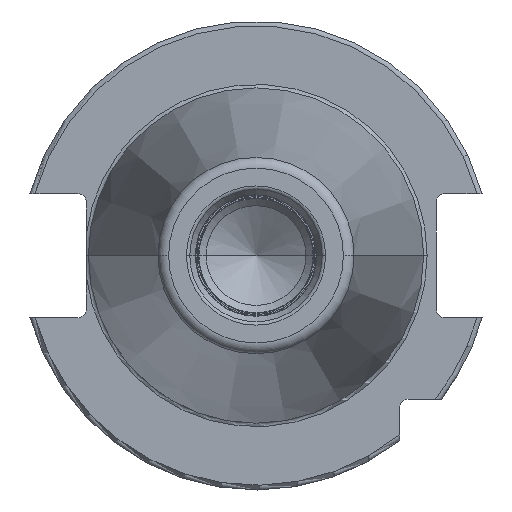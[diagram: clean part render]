
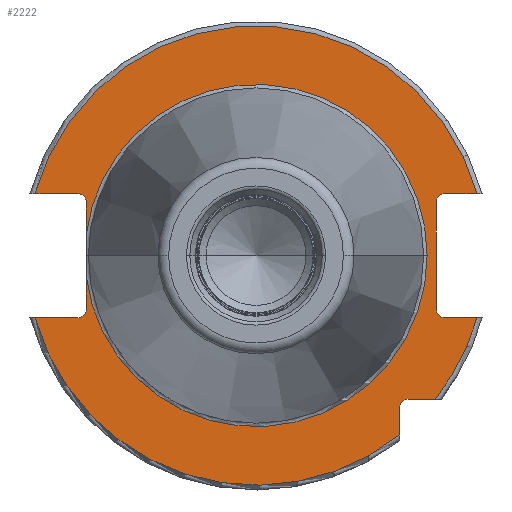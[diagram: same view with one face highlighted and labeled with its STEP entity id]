
A CAD part, left-side view. The second image highlights one B-rep face of the part: STEP entity #2222.
In plain terms, the highlighted planar face has unit normal (-1, 0, 0).
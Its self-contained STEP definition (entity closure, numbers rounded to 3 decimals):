
#105=CARTESIAN_POINT('',(3.2,35.3,-4.415));
#117=CARTESIAN_POINT('',(3.2,0.,0.));
#118=DIRECTION('',(-1.,0.,0.));
#119=DIRECTION('',(0.,0.992,-0.124));
#120=AXIS2_PLACEMENT_3D('',#117,#118,#119);
#375=CARTESIAN_POINT('',(3.2,37.05,-11.15));
#376=DIRECTION('',(1.,0.,0.));
#377=DIRECTION('',(0.,-1.,0.));
#378=AXIS2_PLACEMENT_3D('',#375,#376,#377);
#384=DIRECTION('',(0.,1.,0.));
#385=VECTOR('',#384,6.711);
#386=CARTESIAN_POINT('',(3.2,-45.961,12.9));
#387=LINE('',#386,#385);
#388=DIRECTION('',(0.,0.,1.));
#389=VECTOR('',#388,22.3);
#390=CARTESIAN_POINT('',(3.2,-37.5,-11.15));
#391=LINE('',#390,#389);
#392=DIRECTION('',(0.,1.,0.));
#393=VECTOR('',#392,6.711);
#394=CARTESIAN_POINT('',(3.2,-45.961,-12.9));
#395=LINE('',#394,#393);
#396=CARTESIAN_POINT('',(3.2,0.,0.));
#397=DIRECTION('',(-1.,0.,0.));
#398=DIRECTION('',(0.,-0.78,-0.625));
#399=AXIS2_PLACEMENT_3D('',#396,#397,#398);
#401=DIRECTION('',(0.,-1.,0.));
#402=VECTOR('',#401,5.654);
#403=CARTESIAN_POINT('',(3.2,-31.6,-29.85));
#404=LINE('',#403,#402);
#405=DIRECTION('',(0.,0.,1.));
#406=VECTOR('',#405,5.654);
#407=CARTESIAN_POINT('',(3.2,-29.85,-37.254));
#408=LINE('',#407,#406);
#409=CARTESIAN_POINT('',(3.2,0.,0.));
#410=DIRECTION('',(-1.,0.,0.));
#411=DIRECTION('',(0.,0.963,-0.27));
#412=AXIS2_PLACEMENT_3D('',#409,#410,#411);
#414=DIRECTION('',(0.,-1.,0.));
#415=VECTOR('',#414,8.911);
#416=CARTESIAN_POINT('',(3.2,45.961,-12.9));
#417=LINE('',#416,#415);
#418=DIRECTION('',(0.,0.,-1.));
#419=VECTOR('',#418,6.735);
#420=CARTESIAN_POINT('',(3.2,35.3,-4.415));
#421=LINE('',#420,#419);
#422=DIRECTION('',(0.,0.,-1.));
#423=VECTOR('',#422,6.735);
#424=CARTESIAN_POINT('',(3.2,35.3,11.15));
#425=LINE('',#424,#423);
#426=DIRECTION('',(0.,-1.,0.));
#427=VECTOR('',#426,8.911);
#428=CARTESIAN_POINT('',(3.2,45.961,12.9));
#429=LINE('',#428,#427);
#430=CARTESIAN_POINT('',(3.2,0.,0.));
#431=DIRECTION('',(1.,0.,0.));
#432=DIRECTION('',(0.,0.963,0.27));
#433=AXIS2_PLACEMENT_3D('',#430,#431,#432);
#444=CARTESIAN_POINT('',(3.2,-39.25,11.15));
#445=DIRECTION('',(1.,0.,0.));
#446=DIRECTION('',(0.,1.,0.));
#447=AXIS2_PLACEMENT_3D('',#444,#445,#446);
#462=CARTESIAN_POINT('',(3.2,-39.25,-11.15));
#463=DIRECTION('',(1.,0.,0.));
#464=DIRECTION('',(0.,0.,-1.));
#465=AXIS2_PLACEMENT_3D('',#462,#463,#464);
#586=CARTESIAN_POINT('',(3.2,45.961,-12.9));
#621=CARTESIAN_POINT('',(3.2,-45.961,-12.9));
#628=CARTESIAN_POINT('',(3.2,-37.254,-29.85));
#648=CARTESIAN_POINT('',(3.2,-31.6,-31.6));
#649=DIRECTION('',(1.,0.,0.));
#650=DIRECTION('',(0.,1.,0.));
#651=AXIS2_PLACEMENT_3D('',#648,#649,#650);
#733=CARTESIAN_POINT('',(3.2,37.05,11.15));
#734=DIRECTION('',(1.,0.,0.));
#735=DIRECTION('',(0.,0.,1.));
#736=AXIS2_PLACEMENT_3D('',#733,#734,#735);
#819=CARTESIAN_POINT('',(3.2,45.961,12.9));
#826=CARTESIAN_POINT('',(3.2,-45.961,12.9));
#1134=CARTESIAN_POINT('',(3.2,35.3,4.415));
#1145=CARTESIAN_POINT('',(3.2,0.,0.));
#1146=DIRECTION('',(1.,0.,0.));
#1147=DIRECTION('',(0.,0.992,0.124));
#1148=AXIS2_PLACEMENT_3D('',#1145,#1146,#1147);
#1368=CARTESIAN_POINT('',(3.2,-35.575,0.));
#1370=VERTEX_POINT('',#1368);
#1494=VERTEX_POINT('',#1134);
#1496=VERTEX_POINT('',#105);
#1499=VERTEX_POINT('',#819);
#1500=VERTEX_POINT('',#826);
#1503=VERTEX_POINT('',#586);
#1504=VERTEX_POINT('',#621);
#1527=CARTESIAN_POINT('',(3.2,-29.85,-37.254));
#1528=VERTEX_POINT('',#1527);
#1530=CARTESIAN_POINT('',(3.2,-37.5,-11.15));
#1532=VERTEX_POINT('',#1530);
#1534=CARTESIAN_POINT('',(3.2,-39.25,-12.9));
#1536=VERTEX_POINT('',#1534);
#1538=CARTESIAN_POINT('',(3.2,-39.25,12.9));
#1540=VERTEX_POINT('',#1538);
#1542=CARTESIAN_POINT('',(3.2,-37.5,11.15));
#1544=VERTEX_POINT('',#1542);
#1546=CARTESIAN_POINT('',(3.2,35.3,11.15));
#1548=VERTEX_POINT('',#1546);
#1550=CARTESIAN_POINT('',(3.2,37.05,12.9));
#1552=VERTEX_POINT('',#1550);
#1554=CARTESIAN_POINT('',(3.2,37.05,-12.9));
#1556=VERTEX_POINT('',#1554);
#1558=CARTESIAN_POINT('',(3.2,35.3,-11.15));
#1560=VERTEX_POINT('',#1558);
#1565=CARTESIAN_POINT('',(3.2,-29.85,-31.6));
#1566=CARTESIAN_POINT('',(3.2,-31.6,-29.85));
#1567=VERTEX_POINT('',#1565);
#1568=VERTEX_POINT('',#1566);
#1635=VERTEX_POINT('',#628);
#2182=CARTESIAN_POINT('',(3.2,0.,0.));
#2183=DIRECTION('',(1.,0.,0.));
#2184=DIRECTION('',(0.,-1.,0.));
#2185=AXIS2_PLACEMENT_3D('',#2182,#2183,#2184);
#2186=PLANE('',#2185);
#2188=ORIENTED_EDGE('',*,*,#2187,.T.);
#2190=ORIENTED_EDGE('',*,*,#2189,.F.);
#2192=ORIENTED_EDGE('',*,*,#2191,.F.);
#2194=ORIENTED_EDGE('',*,*,#2193,.F.);
#2196=ORIENTED_EDGE('',*,*,#2195,.F.);
#2198=ORIENTED_EDGE('',*,*,#2197,.F.);
#2200=ORIENTED_EDGE('',*,*,#2199,.F.);
#2202=ORIENTED_EDGE('',*,*,#2201,.F.);
#2204=ORIENTED_EDGE('',*,*,#2203,.F.);
#2206=ORIENTED_EDGE('',*,*,#2205,.F.);
#2207=ORIENTED_EDGE('',*,*,#2154,.T.);
#2208=ORIENTED_EDGE('',*,*,#2143,.F.);
#2209=ORIENTED_EDGE('',*,*,#1803,.F.);
#2210=ORIENTED_EDGE('',*,*,#1778,.T.);
#2212=ORIENTED_EDGE('',*,*,#2211,.F.);
#2213=ORIENTED_EDGE('',*,*,#1798,.F.);
#2215=ORIENTED_EDGE('',*,*,#2214,.F.);
#2217=ORIENTED_EDGE('',*,*,#2216,.F.);
#2219=ORIENTED_EDGE('',*,*,#2218,.T.);
#2220=EDGE_LOOP('',(#2188,#2190,#2192,#2194,#2196,#2198,#2200,#2202,#2204,#2206,
#2207,#2208,#2209,#2210,#2212,#2213,#2215,#2217,#2219));
#2221=FACE_OUTER_BOUND('',#2220,.F.);
#2222=ADVANCED_FACE('',(#2221),#2186,.F.);
#121=CIRCLE('',#120,35.575);
#379=CIRCLE('',#378,1.75);
#400=CIRCLE('',#399,47.738);
#413=CIRCLE('',#412,47.738);
#434=CIRCLE('',#433,47.738);
#448=CIRCLE('',#447,1.75);
#466=CIRCLE('',#465,1.75);
#652=CIRCLE('',#651,1.75);
#737=CIRCLE('',#736,1.75);
#1149=CIRCLE('',#1148,35.575);
#1778=EDGE_CURVE('',#1496,#1370,#121,.T.);
#1798=EDGE_CURVE('',#1548,#1494,#425,.T.);
#1803=EDGE_CURVE('',#1496,#1560,#421,.T.);
#2143=EDGE_CURVE('',#1560,#1556,#379,.T.);
#2154=EDGE_CURVE('',#1503,#1556,#417,.T.);
#2187=EDGE_CURVE('',#1500,#1540,#387,.T.);
#2189=EDGE_CURVE('',#1544,#1540,#448,.T.);
#2191=EDGE_CURVE('',#1532,#1544,#391,.T.);
#2193=EDGE_CURVE('',#1536,#1532,#466,.T.);
#2195=EDGE_CURVE('',#1504,#1536,#395,.T.);
#2197=EDGE_CURVE('',#1635,#1504,#400,.T.);
#2199=EDGE_CURVE('',#1568,#1635,#404,.T.);
#2201=EDGE_CURVE('',#1567,#1568,#652,.T.);
#2203=EDGE_CURVE('',#1528,#1567,#408,.T.);
#2205=EDGE_CURVE('',#1503,#1528,#413,.T.);
#2211=EDGE_CURVE('',#1494,#1370,#1149,.T.);
#2214=EDGE_CURVE('',#1552,#1548,#737,.T.);
#2216=EDGE_CURVE('',#1499,#1552,#429,.T.);
#2218=EDGE_CURVE('',#1499,#1500,#434,.T.);
